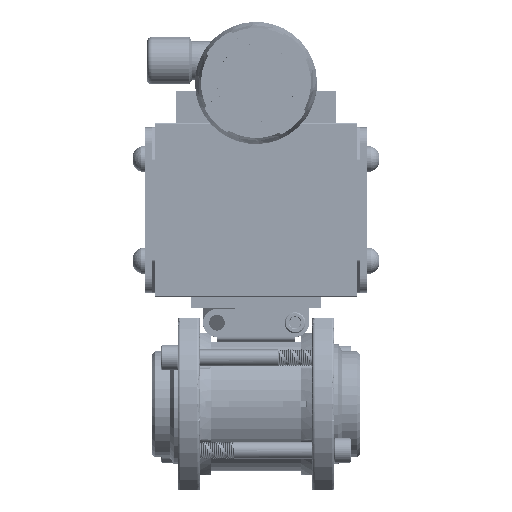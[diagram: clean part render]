
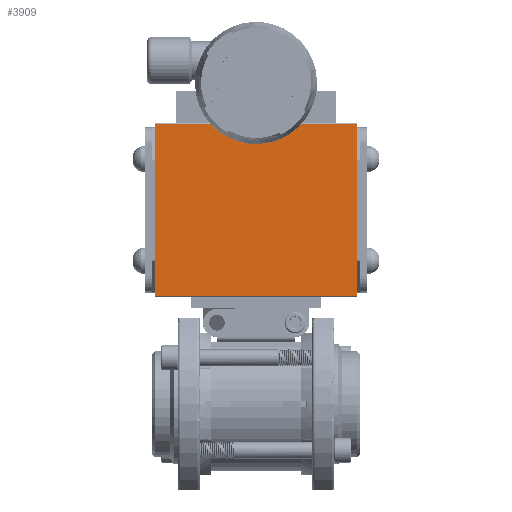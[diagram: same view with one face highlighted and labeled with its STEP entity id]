
A CAD part, top view. The second image highlights one B-rep face of the part: STEP entity #3909.
In plain terms, the highlighted planar face has unit normal (0, 0, 1).
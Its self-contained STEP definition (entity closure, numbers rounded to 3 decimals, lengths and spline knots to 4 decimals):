
#3909 = ADVANCED_FACE ( 'NONE', ( #17651 ), #46228, .F. ) ;
#13995 = EDGE_CURVE ( 'NONE', #31400, #29324, #47375, .T. ) ;
#17651 = FACE_OUTER_BOUND ( 'NONE', #103946, .T. ) ;
#18095 = CARTESIAN_POINT ( 'NONE',  ( 2.253, 6.303, 1.55 ) ) ;
#28337 = DIRECTION ( 'NONE',  ( 0., -1., 0. ) ) ;
#29324 = VERTEX_POINT ( 'NONE', #168054 ) ;
#29728 = LINE ( 'NONE', #57459, #187230 ) ;
#31400 = VERTEX_POINT ( 'NONE', #54083 ) ;
#34883 = LINE ( 'NONE', #172127, #44130 ) ;
#42773 = VECTOR ( 'NONE', #166175, 39.3701 ) ;
#44130 = VECTOR ( 'NONE', #187003, 39.3701 ) ;
#46228 = PLANE ( 'NONE',  #136253 ) ;
#46870 = DIRECTION ( 'NONE',  ( 0., -1., 0. ) ) ;
#47375 = LINE ( 'NONE', #18095, #42773 ) ;
#50837 = ORIENTED_EDGE ( 'NONE', *, *, #81175, .T. ) ;
#54083 = CARTESIAN_POINT ( 'NONE',  ( 2.253, 2.423, 1.55 ) ) ;
#57459 = CARTESIAN_POINT ( 'NONE',  ( -2.253, 2.403, 1.55 ) ) ;
#68623 = ORIENTED_EDGE ( 'NONE', *, *, #13995, .T. ) ;
#70262 = ORIENTED_EDGE ( 'NONE', *, *, #173554, .T. ) ;
#73531 = LINE ( 'NONE', #176539, #187024 ) ;
#81175 = EDGE_CURVE ( 'NONE', #185422, #31400, #73531, .T. ) ;
#103476 = DIRECTION ( 'NONE',  ( 1., 0., 0. ) ) ;
#103946 = EDGE_LOOP ( 'NONE', ( #68623, #70262, #147924, #50837 ) ) ;
#118880 = VERTEX_POINT ( 'NONE', #187908 ) ;
#120728 = CARTESIAN_POINT ( 'NONE',  ( -2.273, 6.303, 1.55 ) ) ;
#123708 = EDGE_CURVE ( 'NONE', #118880, #185422, #29728, .T. ) ;
#135627 = DIRECTION ( 'NONE',  ( 0., 0., -1. ) ) ;
#136253 = AXIS2_PLACEMENT_3D ( 'NONE', #120728, #135627, #46870 ) ;
#147924 = ORIENTED_EDGE ( 'NONE', *, *, #123708, .T. ) ;
#155465 = CARTESIAN_POINT ( 'NONE',  ( -2.253, 2.423, 1.55 ) ) ;
#166175 = DIRECTION ( 'NONE',  ( 0., 1., 0. ) ) ;
#168054 = CARTESIAN_POINT ( 'NONE',  ( 2.253, 6.283, 1.55 ) ) ;
#172127 = CARTESIAN_POINT ( 'NONE',  ( -2.273, 6.283, 1.55 ) ) ;
#173554 = EDGE_CURVE ( 'NONE', #29324, #118880, #34883, .T. ) ;
#176539 = CARTESIAN_POINT ( 'NONE',  ( -2.273, 2.423, 1.55 ) ) ;
#185422 = VERTEX_POINT ( 'NONE', #155465 ) ;
#187003 = DIRECTION ( 'NONE',  ( -1., 0., 0. ) ) ;
#187024 = VECTOR ( 'NONE', #103476, 39.3701 ) ;
#187230 = VECTOR ( 'NONE', #28337, 39.3701 ) ;
#187908 = CARTESIAN_POINT ( 'NONE',  ( -2.253, 6.283, 1.55 ) ) ;
